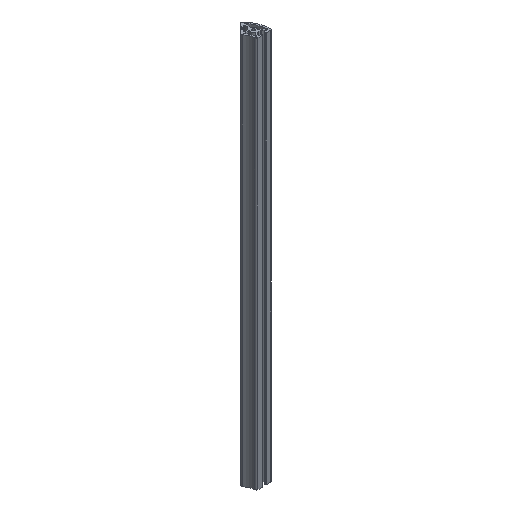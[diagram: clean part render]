
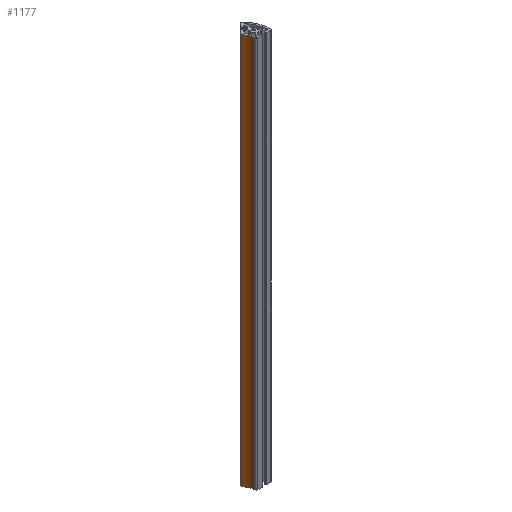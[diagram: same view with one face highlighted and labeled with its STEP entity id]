
A CAD part, isometric view. The second image highlights one B-rep face of the part: STEP entity #1177.
In plain terms, the highlighted cylindrical face has radius 40 mm (diameter 80 mm), a partial arc.
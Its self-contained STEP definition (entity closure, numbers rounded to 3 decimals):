
#95=FACE_OUTER_BOUND($,#155,.T.);
#155=EDGE_LOOP($,(#945,#946,#947,#948));
#251=LINE($,#2051,#341);
#252=LINE($,#2057,#342);
#341=VECTOR($,#1689,1000.);
#342=VECTOR($,#1696,1000.);
#427=CIRCLE($,#1322,40.);
#428=CIRCLE($,#1323,40.);
#543=VERTEX_POINT($,#2047);
#544=VERTEX_POINT($,#2049);
#545=VERTEX_POINT($,#2053);
#546=VERTEX_POINT($,#2055);
#715=EDGE_CURVE($,#543,#544,#251,.T.);
#716=EDGE_CURVE($,#545,#543,#427,.T.);
#717=EDGE_CURVE($,#546,#544,#428,.T.);
#718=EDGE_CURVE($,#545,#546,#252,.T.);
#945=ORIENTED_EDGE($,*,*,#716,.T.);
#946=ORIENTED_EDGE($,*,*,#715,.T.);
#947=ORIENTED_EDGE($,*,*,#717,.F.);
#948=ORIENTED_EDGE($,*,*,#718,.F.);
#1119=CYLINDRICAL_SURFACE($,#1321,40.);
#1177=ADVANCED_FACE($,(#95),#1119,.F.);
#1321=AXIS2_PLACEMENT_3D($,#2052,#1690,#1691);
#1322=AXIS2_PLACEMENT_3D($,#2054,#1692,#1693);
#1323=AXIS2_PLACEMENT_3D($,#2056,#1694,#1695);
#1689=DIRECTION($,(0.,0.,1.));
#1690=DIRECTION('center_axis',(0.,0.,1.));
#1691=DIRECTION('ref_axis',(-0.996,-0.091,0.));
#1692=DIRECTION('center_axis',(0.,0.,-1.));
#1693=DIRECTION('ref_axis',(-0.996,-0.091,0.));
#1694=DIRECTION('center_axis',(0.,0.,-1.));
#1695=DIRECTION('ref_axis',(-0.996,-0.091,0.));
#1696=DIRECTION($,(0.,0.,1.));
#2047=CARTESIAN_POINT('',(-3.983,3.637,0.));
#2049=CARTESIAN_POINT('',(-3.983,3.637,1000.));
#2051=CARTESIAN_POINT($,(-3.983,3.637,0.));
#2052=CARTESIAN_POINT('Origin',(-43.818,0.003,0.));
#2053=CARTESIAN_POINT('',(-13.081,25.601,0.));
#2054=CARTESIAN_POINT('Origin',(-43.818,0.003,0.));
#2055=CARTESIAN_POINT('',(-13.081,25.601,1000.));
#2056=CARTESIAN_POINT('Origin',(-43.818,0.003,1000.));
#2057=CARTESIAN_POINT($,(-13.081,25.601,0.));
